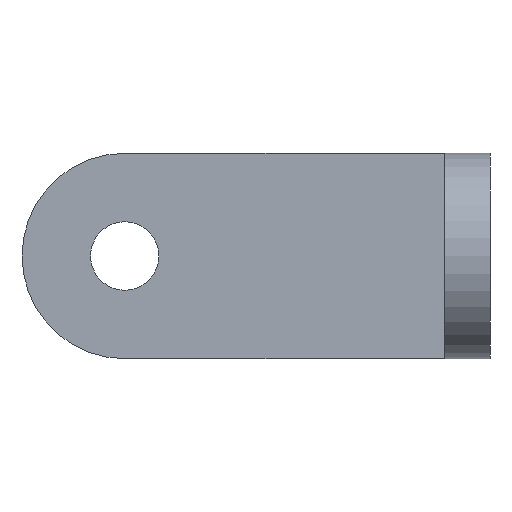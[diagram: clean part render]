
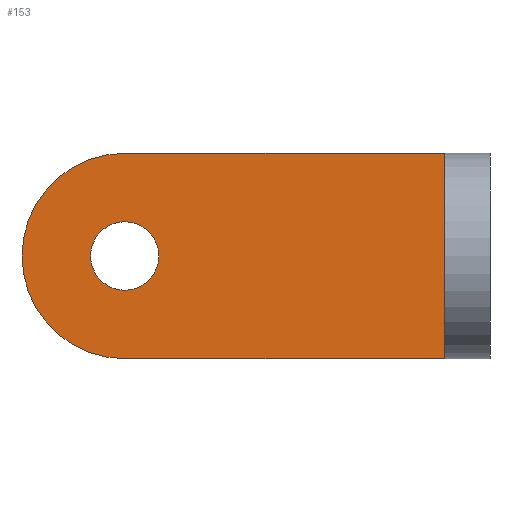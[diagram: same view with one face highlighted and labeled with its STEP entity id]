
A CAD part, front view. The second image highlights one B-rep face of the part: STEP entity #153.
In plain terms, the highlighted planar face has unit normal (0, -1, 0).
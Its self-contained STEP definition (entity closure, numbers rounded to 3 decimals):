
#9 = EDGE_CURVE ( 'NONE', #178, #393, #16, .T. ) ;
#16 = CIRCLE ( 'NONE', #386, 36. ) ;
#23 = LINE ( 'NONE', #319, #284 ) ;
#27 = EDGE_CURVE ( 'NONE', #318, #390, #404, .T. ) ;
#45 = EDGE_LOOP ( 'NONE', ( #194 ) ) ;
#48 = ORIENTED_EDGE ( 'NONE', *, *, #9, .F. ) ;
#54 = CARTESIAN_POINT ( 'NONE',  ( -112., -47.625, 0. ) ) ;
#64 = VECTOR ( 'NONE', #440, 1000. ) ;
#66 = CARTESIAN_POINT ( 'NONE',  ( 0., -47.625, -36. ) ) ;
#70 = DIRECTION ( 'NONE',  ( 0., 0., -1. ) ) ;
#99 = VECTOR ( 'NONE', #70, 1000. ) ;
#111 = DIRECTION ( 'NONE',  ( 0., 0., 1. ) ) ;
#116 = PLANE ( 'NONE',  #339 ) ;
#142 = DIRECTION ( 'NONE',  ( 0., 0., 1. ) ) ;
#146 = CARTESIAN_POINT ( 'NONE',  ( -112., -47.625, 0. ) ) ;
#153 = ADVANCED_FACE ( 'NONE', ( #494, #411 ), #116, .F. ) ;
#156 = DIRECTION ( 'NONE',  ( 0., 1., 0. ) ) ;
#176 = LINE ( 'NONE', #66, #64 ) ;
#178 = VERTEX_POINT ( 'NONE', #485 ) ;
#194 = ORIENTED_EDGE ( 'NONE', *, *, #246, .T. ) ;
#199 = DIRECTION ( 'NONE',  ( 0., 1., 0. ) ) ;
#208 = CIRCLE ( 'NONE', #353, 12. ) ;
#246 = EDGE_CURVE ( 'NONE', #329, #329, #208, .T. ) ;
#247 = CARTESIAN_POINT ( 'NONE',  ( -112., -47.625, 36. ) ) ;
#250 = CARTESIAN_POINT ( 'NONE',  ( 0., -47.625, -36. ) ) ;
#284 = VECTOR ( 'NONE', #396, 1000. ) ;
#318 = VERTEX_POINT ( 'NONE', #470 ) ;
#319 = CARTESIAN_POINT ( 'NONE',  ( -112., -47.625, 36. ) ) ;
#329 = VERTEX_POINT ( 'NONE', #379 ) ;
#332 = CARTESIAN_POINT ( 'NONE',  ( -112., -47.625, 0. ) ) ;
#339 = AXIS2_PLACEMENT_3D ( 'NONE', #332, #156, #111 ) ;
#340 = EDGE_LOOP ( 'NONE', ( #441, #395, #489, #48 ) ) ;
#353 = AXIS2_PLACEMENT_3D ( 'NONE', #54, #199, #423 ) ;
#379 = CARTESIAN_POINT ( 'NONE',  ( -112., -47.625, 12. ) ) ;
#384 = EDGE_CURVE ( 'NONE', #393, #318, #23, .T. ) ;
#386 = AXIS2_PLACEMENT_3D ( 'NONE', #146, #477, #142 ) ;
#390 = VERTEX_POINT ( 'NONE', #250 ) ;
#393 = VERTEX_POINT ( 'NONE', #247 ) ;
#395 = ORIENTED_EDGE ( 'NONE', *, *, #27, .F. ) ;
#396 = DIRECTION ( 'NONE',  ( 1., 0., 0. ) ) ;
#404 = LINE ( 'NONE', #410, #99 ) ;
#410 = CARTESIAN_POINT ( 'NONE',  ( 0., -47.625, 36. ) ) ;
#411 = FACE_BOUND ( 'NONE', #45, .T. ) ;
#412 = EDGE_CURVE ( 'NONE', #390, #178, #176, .T. ) ;
#423 = DIRECTION ( 'NONE',  ( 0., 0., 1. ) ) ;
#440 = DIRECTION ( 'NONE',  ( -1., 0., 0. ) ) ;
#441 = ORIENTED_EDGE ( 'NONE', *, *, #412, .F. ) ;
#470 = CARTESIAN_POINT ( 'NONE',  ( 0., -47.625, 36. ) ) ;
#477 = DIRECTION ( 'NONE',  ( 0., 1., 0. ) ) ;
#485 = CARTESIAN_POINT ( 'NONE',  ( -112., -47.625, -36. ) ) ;
#489 = ORIENTED_EDGE ( 'NONE', *, *, #384, .F. ) ;
#494 = FACE_OUTER_BOUND ( 'NONE', #340, .T. ) ;
